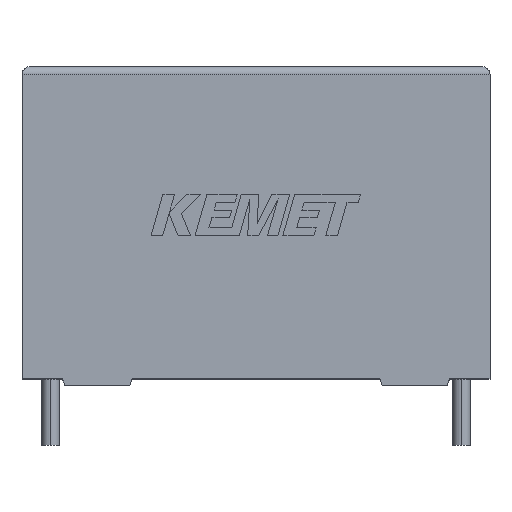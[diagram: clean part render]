
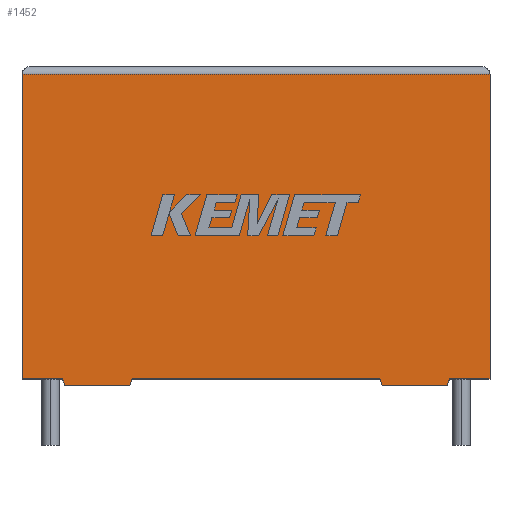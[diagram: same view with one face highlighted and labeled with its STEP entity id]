
A CAD part, top view. The second image highlights one B-rep face of the part: STEP entity #1452.
In plain terms, the highlighted planar face has unit normal (0, 0, 1).
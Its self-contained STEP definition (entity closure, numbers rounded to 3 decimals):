
#34 = VECTOR ( 'NONE', #1688, 1000. ) ;
#42 = VECTOR ( 'NONE', #1338, 1000. ) ;
#87 = EDGE_CURVE ( 'NONE', #2541, #581, #680, .T. ) ;
#120 = EDGE_CURVE ( 'NONE', #2292, #3132, #142, .T. ) ;
#142 = LINE ( 'NONE', #730, #2264 ) ;
#153 = EDGE_CURVE ( 'NONE', #1819, #2292, #1413, .T. ) ;
#335 = CARTESIAN_POINT ( 'NONE',  ( 2.714, 0., 12.3 ) ) ;
#353 = ORIENTED_EDGE ( 'NONE', *, *, #120, .T. ) ;
#369 = VECTOR ( 'NONE', #444, 1000. ) ;
#377 = ORIENTED_EDGE ( 'NONE', *, *, #1872, .F. ) ;
#385 = CARTESIAN_POINT ( 'NONE',  ( 28.586, 0., 12.3 ) ) ;
#402 = CARTESIAN_POINT ( 'NONE',  ( 0., 0., 12.3 ) ) ;
#421 = VERTEX_POINT ( 'NONE', #1786 ) ;
#430 = EDGE_CURVE ( 'NONE', #817, #421, #1896, .T. ) ;
#444 = DIRECTION ( 'NONE',  ( 0.332, -0.943, 0. ) ) ;
#461 = VERTEX_POINT ( 'NONE', #1042 ) ;
#534 = VECTOR ( 'NONE', #1935, 1000. ) ;
#581 = VERTEX_POINT ( 'NONE', #3159 ) ;
#613 = VERTEX_POINT ( 'NONE', #385 ) ;
#615 = LINE ( 'NONE', #675, #2548 ) ;
#655 = DIRECTION ( 'NONE',  ( 0., 0., -1. ) ) ;
#675 = CARTESIAN_POINT ( 'NONE',  ( 0., 0., 12.3 ) ) ;
#680 = LINE ( 'NONE', #1169, #534 ) ;
#690 = DIRECTION ( 'NONE',  ( 1., 0., 0. ) ) ;
#691 = VECTOR ( 'NONE', #1208, 1000. ) ;
#703 = EDGE_CURVE ( 'NONE', #1515, #1819, #840, .T. ) ;
#712 = DIRECTION ( 'NONE',  ( 1., 0., 0. ) ) ;
#730 = CARTESIAN_POINT ( 'NONE',  ( 0., 0., 12.3 ) ) ;
#817 = VERTEX_POINT ( 'NONE', #2467 ) ;
#840 = LINE ( 'NONE', #2935, #1938 ) ;
#876 = CARTESIAN_POINT ( 'NONE',  ( 7.215, -0.426, 12.3 ) ) ;
#883 = EDGE_CURVE ( 'NONE', #3132, #2790, #1653, .T. ) ;
#991 = CARTESIAN_POINT ( 'NONE',  ( 2.864, -0.426, 12.3 ) ) ;
#1012 = EDGE_CURVE ( 'NONE', #2790, #1777, #1036, .T. ) ;
#1036 = LINE ( 'NONE', #2229, #369 ) ;
#1042 = CARTESIAN_POINT ( 'NONE',  ( 28.436, -0.426, 12.3 ) ) ;
#1074 = CARTESIAN_POINT ( 'NONE',  ( 0., 0., 12.3 ) ) ;
#1095 = ORIENTED_EDGE ( 'NONE', *, *, #1406, .F. ) ;
#1132 = VECTOR ( 'NONE', #3135, 1000. ) ;
#1169 = CARTESIAN_POINT ( 'NONE',  ( 7.215, -0.426, 12.3 ) ) ;
#1208 = DIRECTION ( 'NONE',  ( 1., 0., 0. ) ) ;
#1300 = FACE_OUTER_BOUND ( 'NONE', #1750, .T. ) ;
#1338 = DIRECTION ( 'NONE',  ( -1., 0., 0. ) ) ;
#1339 = ORIENTED_EDGE ( 'NONE', *, *, #703, .T. ) ;
#1406 = EDGE_CURVE ( 'NONE', #461, #817, #1694, .T. ) ;
#1413 = LINE ( 'NONE', #3220, #34 ) ;
#1443 = CARTESIAN_POINT ( 'NONE',  ( 0., 0., 12.3 ) ) ;
#1452 = ADVANCED_FACE ( 'NONE', ( #1300 ), #2409, .F. ) ;
#1515 = VERTEX_POINT ( 'NONE', #2927 ) ;
#1551 = CARTESIAN_POINT ( 'NONE',  ( 0., 20.374, 12.3 ) ) ;
#1597 = ORIENTED_EDGE ( 'NONE', *, *, #1889, .T. ) ;
#1609 = DIRECTION ( 'NONE',  ( -0.332, -0.943, 0. ) ) ;
#1653 = LINE ( 'NONE', #1443, #691 ) ;
#1688 = DIRECTION ( 'NONE',  ( -1., 0., 0. ) ) ;
#1694 = LINE ( 'NONE', #1882, #42 ) ;
#1750 = EDGE_LOOP ( 'NONE', ( #1339, #2845, #353, #2031, #2116, #2483, #2651, #3056, #2020, #1095, #377, #1597 ) ) ;
#1777 = VERTEX_POINT ( 'NONE', #2822 ) ;
#1786 = CARTESIAN_POINT ( 'NONE',  ( 23.936, 0., 12.3 ) ) ;
#1795 = CARTESIAN_POINT ( 'NONE',  ( 24.086, -0.426, 12.3 ) ) ;
#1811 = VECTOR ( 'NONE', #2321, 1000. ) ;
#1819 = VERTEX_POINT ( 'NONE', #2849 ) ;
#1872 = EDGE_CURVE ( 'NONE', #613, #461, #3133, .T. ) ;
#1882 = CARTESIAN_POINT ( 'NONE',  ( 28.436, -0.426, 12.3 ) ) ;
#1889 = EDGE_CURVE ( 'NONE', #613, #1515, #2611, .T. ) ;
#1896 = LINE ( 'NONE', #1795, #1811 ) ;
#1935 = DIRECTION ( 'NONE',  ( 0.332, 0.943, 0. ) ) ;
#1938 = VECTOR ( 'NONE', #2175, 1000. ) ;
#2020 = ORIENTED_EDGE ( 'NONE', *, *, #430, .F. ) ;
#2031 = ORIENTED_EDGE ( 'NONE', *, *, #883, .T. ) ;
#2116 = ORIENTED_EDGE ( 'NONE', *, *, #1012, .T. ) ;
#2166 = EDGE_CURVE ( 'NONE', #1777, #2541, #3045, .T. ) ;
#2175 = DIRECTION ( 'NONE',  ( 0., 1., 0. ) ) ;
#2223 = VECTOR ( 'NONE', #1609, 1000. ) ;
#2229 = CARTESIAN_POINT ( 'NONE',  ( 2.714, 0., 12.3 ) ) ;
#2264 = VECTOR ( 'NONE', #2949, 1000. ) ;
#2292 = VERTEX_POINT ( 'NONE', #1551 ) ;
#2321 = DIRECTION ( 'NONE',  ( -0.332, 0.943, 0. ) ) ;
#2409 = PLANE ( 'NONE',  #2572 ) ;
#2467 = CARTESIAN_POINT ( 'NONE',  ( 24.086, -0.426, 12.3 ) ) ;
#2483 = ORIENTED_EDGE ( 'NONE', *, *, #2166, .T. ) ;
#2541 = VERTEX_POINT ( 'NONE', #876 ) ;
#2548 = VECTOR ( 'NONE', #690, 1000. ) ;
#2572 = AXIS2_PLACEMENT_3D ( 'NONE', #402, #655, #2659 ) ;
#2608 = EDGE_CURVE ( 'NONE', #581, #421, #615, .T. ) ;
#2611 = LINE ( 'NONE', #1074, #1132 ) ;
#2618 = CARTESIAN_POINT ( 'NONE',  ( 28.586, 0., 12.3 ) ) ;
#2651 = ORIENTED_EDGE ( 'NONE', *, *, #87, .T. ) ;
#2659 = DIRECTION ( 'NONE',  ( -1., 0., 0. ) ) ;
#2680 = VECTOR ( 'NONE', #712, 1000. ) ;
#2790 = VERTEX_POINT ( 'NONE', #335 ) ;
#2822 = CARTESIAN_POINT ( 'NONE',  ( 2.864, -0.426, 12.3 ) ) ;
#2845 = ORIENTED_EDGE ( 'NONE', *, *, #153, .T. ) ;
#2849 = CARTESIAN_POINT ( 'NONE',  ( 31.3, 20.374, 12.3 ) ) ;
#2927 = CARTESIAN_POINT ( 'NONE',  ( 31.3, 0., 12.3 ) ) ;
#2935 = CARTESIAN_POINT ( 'NONE',  ( 31.3, 0., 12.3 ) ) ;
#2949 = DIRECTION ( 'NONE',  ( 0., -1., 0. ) ) ;
#3045 = LINE ( 'NONE', #991, #2680 ) ;
#3056 = ORIENTED_EDGE ( 'NONE', *, *, #2608, .T. ) ;
#3132 = VERTEX_POINT ( 'NONE', #3224 ) ;
#3133 = LINE ( 'NONE', #2618, #2223 ) ;
#3135 = DIRECTION ( 'NONE',  ( 1., 0., 0. ) ) ;
#3159 = CARTESIAN_POINT ( 'NONE',  ( 7.365, 0., 12.3 ) ) ;
#3220 = CARTESIAN_POINT ( 'NONE',  ( 0., 20.374, 12.3 ) ) ;
#3224 = CARTESIAN_POINT ( 'NONE',  ( 0., 0., 12.3 ) ) ;
